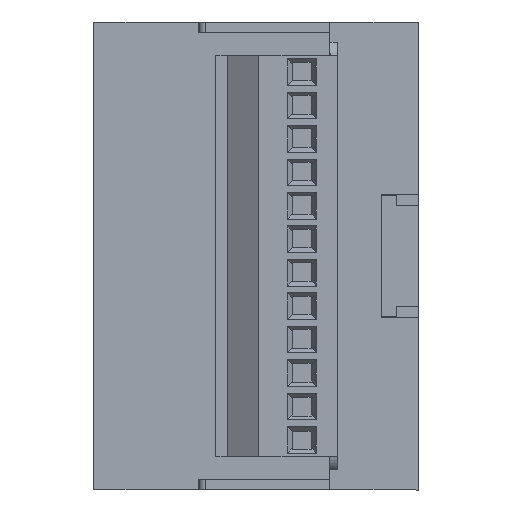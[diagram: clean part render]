
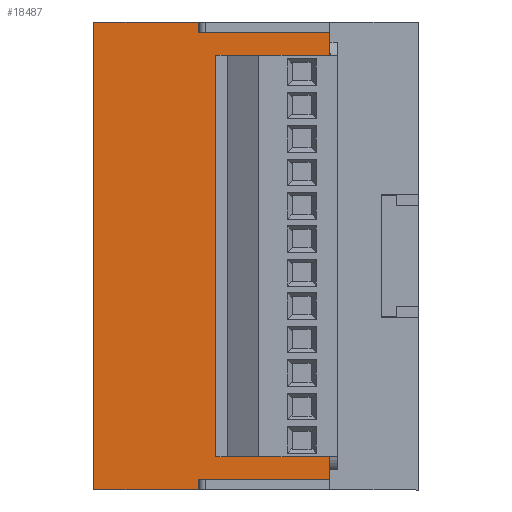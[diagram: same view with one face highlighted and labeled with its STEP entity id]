
A CAD part, left-side view. The second image highlights one B-rep face of the part: STEP entity #18487.
In plain terms, the highlighted face is planar.
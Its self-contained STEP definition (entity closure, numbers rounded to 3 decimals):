
#23 = DIRECTION ( 'NONE',  ( 0., 0., -1. ) ) ;
#1039 = VERTEX_POINT ( 'NONE', #20643 ) ;
#1503 = EDGE_CURVE ( 'NONE', #19448, #16579, #2749, .T. ) ;
#1555 = AXIS2_PLACEMENT_3D ( 'NONE', #3277, #16119, #8850 ) ;
#1850 = ORIENTED_EDGE ( 'NONE', *, *, #19643, .T. ) ;
#1951 = DIRECTION ( 'NONE',  ( 0., 0., 1. ) ) ;
#2364 = ORIENTED_EDGE ( 'NONE', *, *, #19674, .F. ) ;
#2749 = LINE ( 'NONE', #19809, #7372 ) ;
#2891 = DIRECTION ( 'NONE',  ( 0., 1., 0. ) ) ;
#3277 = CARTESIAN_POINT ( 'NONE',  ( 40., 19.6, 35. ) ) ;
#3311 = VERTEX_POINT ( 'NONE', #6598 ) ;
#3433 = PLANE ( 'NONE',  #1555 ) ;
#4476 = LINE ( 'NONE', #10348, #19085 ) ;
#4838 = VECTOR ( 'NONE', #1951, 1000. ) ;
#4943 = CARTESIAN_POINT ( 'NONE',  ( 40., 0., -33.5 ) ) ;
#5078 = EDGE_CURVE ( 'NONE', #3311, #1039, #13452, .T. ) ;
#5381 = VECTOR ( 'NONE', #13852, 1000. ) ;
#5405 = ORIENTED_EDGE ( 'NONE', *, *, #20145, .F. ) ;
#5725 = DIRECTION ( 'NONE',  ( 0., 0., 1. ) ) ;
#6598 = CARTESIAN_POINT ( 'NONE',  ( 40., 0., 33.5 ) ) ;
#6733 = ORIENTED_EDGE ( 'NONE', *, *, #10958, .T. ) ;
#7247 = VERTEX_POINT ( 'NONE', #17435 ) ;
#7372 = VECTOR ( 'NONE', #8885, 1000. ) ;
#7602 = CARTESIAN_POINT ( 'NONE',  ( 40., 35.3, 35. ) ) ;
#7673 = ORIENTED_EDGE ( 'NONE', *, *, #18927, .F. ) ;
#8279 = FACE_OUTER_BOUND ( 'NONE', #12688, .T. ) ;
#8494 = CARTESIAN_POINT ( 'NONE',  ( 40., 19.6, 35. ) ) ;
#8850 = DIRECTION ( 'NONE',  ( 0., 0., 1. ) ) ;
#8885 = DIRECTION ( 'NONE',  ( 0., 1., 0. ) ) ;
#9447 = LINE ( 'NONE', #21896, #4838 ) ;
#10348 = CARTESIAN_POINT ( 'NONE',  ( 40., -67.017, -33.5 ) ) ;
#10427 = DIRECTION ( 'NONE',  ( 0., 1., 0. ) ) ;
#10958 = EDGE_CURVE ( 'NONE', #17646, #7247, #4476, .T. ) ;
#11686 = VERTEX_POINT ( 'NONE', #13175 ) ;
#12331 = DIRECTION ( 'NONE',  ( 0., 1., 0. ) ) ;
#12553 = LINE ( 'NONE', #17864, #19117 ) ;
#12688 = EDGE_LOOP ( 'NONE', ( #5405, #16973, #1850, #6733, #2364, #12929, #15991, #7673 ) ) ;
#12929 = ORIENTED_EDGE ( 'NONE', *, *, #1503, .T. ) ;
#13175 = CARTESIAN_POINT ( 'NONE',  ( 40., 35.3, 35. ) ) ;
#13452 = LINE ( 'NONE', #19311, #15738 ) ;
#13852 = DIRECTION ( 'NONE',  ( 0., 0., 1. ) ) ;
#14002 = LINE ( 'NONE', #18075, #23502 ) ;
#15738 = VECTOR ( 'NONE', #2891, 1000. ) ;
#15991 = ORIENTED_EDGE ( 'NONE', *, *, #20096, .T. ) ;
#16119 = DIRECTION ( 'NONE',  ( -1., 0., 0. ) ) ;
#16519 = CARTESIAN_POINT ( 'NONE',  ( 40., 35.3, -35. ) ) ;
#16579 = VERTEX_POINT ( 'NONE', #16519 ) ;
#16973 = ORIENTED_EDGE ( 'NONE', *, *, #5078, .F. ) ;
#17411 = LINE ( 'NONE', #7602, #23454 ) ;
#17435 = CARTESIAN_POINT ( 'NONE',  ( 40., 19.6, -33.5 ) ) ;
#17646 = VERTEX_POINT ( 'NONE', #4943 ) ;
#17864 = CARTESIAN_POINT ( 'NONE',  ( 40., 19.6, 35. ) ) ;
#18075 = CARTESIAN_POINT ( 'NONE',  ( 40., 0., 33.5 ) ) ;
#18277 = LINE ( 'NONE', #8494, #5381 ) ;
#18487 = ADVANCED_FACE ( 'NONE', ( #8279 ), #3433, .F. ) ;
#18927 = EDGE_CURVE ( 'NONE', #22047, #11686, #12553, .T. ) ;
#19085 = VECTOR ( 'NONE', #10427, 1000. ) ;
#19117 = VECTOR ( 'NONE', #12331, 1000. ) ;
#19311 = CARTESIAN_POINT ( 'NONE',  ( 40., -67.017, 33.5 ) ) ;
#19448 = VERTEX_POINT ( 'NONE', #21502 ) ;
#19643 = EDGE_CURVE ( 'NONE', #3311, #17646, #14002, .T. ) ;
#19674 = EDGE_CURVE ( 'NONE', #19448, #7247, #9447, .T. ) ;
#19809 = CARTESIAN_POINT ( 'NONE',  ( 40., 19.6, -35. ) ) ;
#20096 = EDGE_CURVE ( 'NONE', #16579, #11686, #17411, .T. ) ;
#20145 = EDGE_CURVE ( 'NONE', #1039, #22047, #18277, .T. ) ;
#20643 = CARTESIAN_POINT ( 'NONE',  ( 40., 19.6, 33.5 ) ) ;
#21502 = CARTESIAN_POINT ( 'NONE',  ( 40., 19.6, -35. ) ) ;
#21759 = CARTESIAN_POINT ( 'NONE',  ( 40., 19.6, 35. ) ) ;
#21896 = CARTESIAN_POINT ( 'NONE',  ( 40., 19.6, 35. ) ) ;
#22047 = VERTEX_POINT ( 'NONE', #21759 ) ;
#23454 = VECTOR ( 'NONE', #5725, 1000. ) ;
#23502 = VECTOR ( 'NONE', #23, 1000. ) ;
